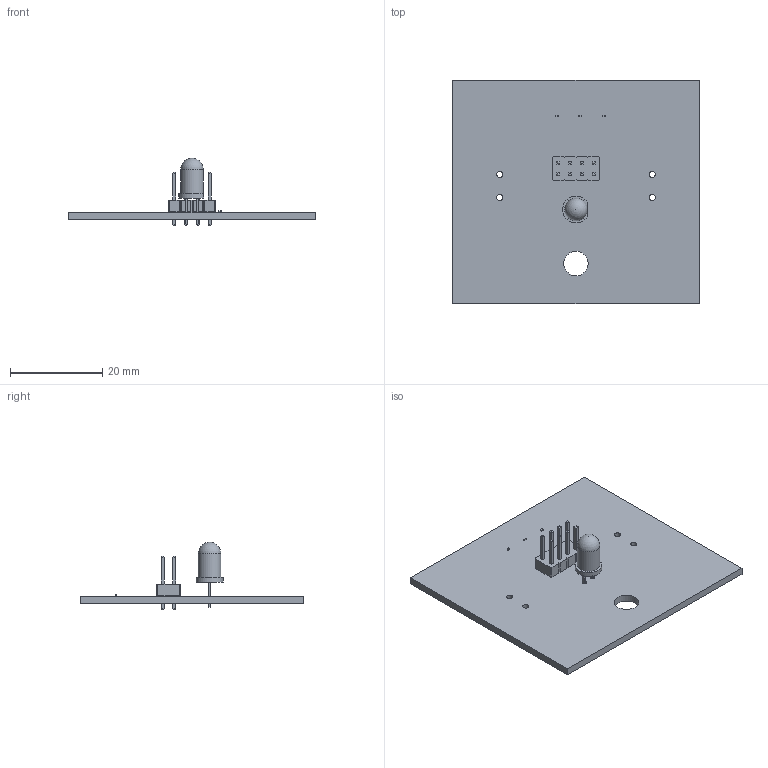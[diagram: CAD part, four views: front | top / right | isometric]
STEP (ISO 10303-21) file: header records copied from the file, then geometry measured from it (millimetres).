
FILE_DESCRIPTION(('KiCad electronic assembly'),'2;1');
FILE_NAME('ScrewSwitch.step','2024-06-25T00:18:14',('Pcbnew'),('Kicad'), 'Open CASCADE STEP processor 7.6','KiCad to STEP converter','Unknown' );
FILE_SCHEMA(('AUTOMOTIVE_DESIGN { 1 0 10303 214 1 1 1 1 }'));
Length unit declared in the file: millimetre
Products named in the file (8): ScrewSwitch 1; PinHeader_2x04_P2.54mm_Vertical; SOLID; LED_D5.0mm; R_0201_0603Metric; ScrewSwitch PCB
Assembly tree (9 placements, depth 3):
  ScrewSwitch 1
    PinHeader_2x04_P2.54mm_Vertical
      SOLID
    LED_D5.0mm
      SOLID
    R_0201_0603Metric  x3
      SOLID
    ScrewSwitch PCB
Bounding box: 53.34 x 48.26 x 14.6 mm (x, y, z)
Volume: 4376.8 mm3; surface area: 6054.2 mm2
Topology: 6 solids, 6 shells, 287 faces, 694 edges, 437 vertices
Faces by surface type: plane 245, cylinder 41, sphere 1
Full cylindrical faces by diameter (mm): 0.9 x2, 1 x8, 1.32 x4, 4.9 x1, 5.3 x1
Entity records: 15745 total; most frequent: CARTESIAN_POINT 2577, DIRECTION 2169, LINE 1568, VECTOR 1568, ORIENTED_EDGE 1114, PCURVE 1114, DEFINITIONAL_REPRESENTATION 1114, EDGE_CURVE 557
